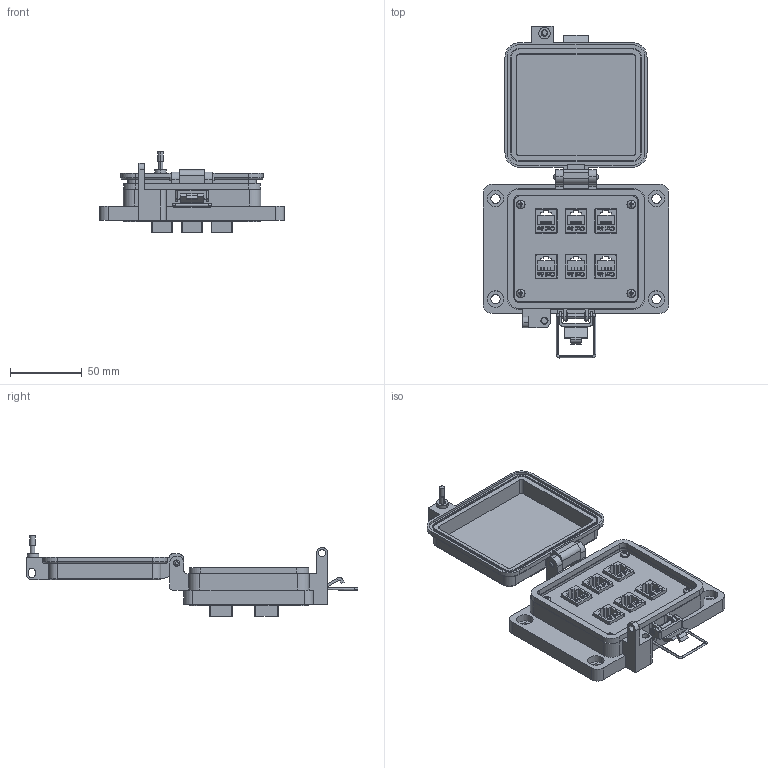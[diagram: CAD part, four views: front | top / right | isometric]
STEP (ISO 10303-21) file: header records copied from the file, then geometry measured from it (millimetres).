
FILE_DESCRIPTION (( 'STEP AP203' ), '1' );
FILE_NAME ('P-R2#6-K3RX_3D.STEP', '2021-02-08T18:55:28', ( '' ), ( '' ), 'SwSTEP 2.0', 'SolidWorks 2019', '' );
FILE_SCHEMA (( 'CONFIG_CONTROL_DESIGN' ));
Length unit declared in the file: millimetre
Products named in the file (15): P-R2#6-K3RX_TP060_1; Z-000-4243316TFP; Z-300-RJ45CAT5; R2; P-R2#6-K3RX_BP180_1; -K3; Z-H-K3_B; 92005A124_METRIC PAN HEAD PHILLIPS MACHINE SCREW_92005A124; P-R2#6-K3RX_FP060_1; P-R2#6-K3RX_3D
Assembly tree (31 placements, depth 3):
  P-R2#6-K3RX_3D
    P-R2#6-K3RX_BP180_1
    P-R2#6-K3RX_TP060_1
    Z-000-4243316TFP  x10
    P-R2#6-K3RX_FP060_1
    R2
      Z-300-RJ45CAT5
    R2
      Z-300-RJ45CAT5
    R2
      Z-300-RJ45CAT5
    R2
      Z-300-RJ45CAT5
    R2
      Z-300-RJ45CAT5
    R2
      Z-300-RJ45CAT5
    -K3
      Z-H-K3_B
    92005A124_METRIC PAN HEAD PHILLIPS MACHINE SCREW_92005A124  x4
Bounding box: 129 x 231.18 x 56.1 mm (x, y, z)
Volume: 190342 mm3; surface area: 132140.9 mm2
Topology: 33 solids, 33 shells, 3884 faces, 10864 edges, 7196 vertices
Faces by surface type: plane 1805, cylinder 1065, bspline 840, cone 134, torus 32, sphere 8
Entity records: 53674 total; most frequent: CARTESIAN_POINT 18983, ORIENTED_EDGE 7486, DIRECTION 5747, EDGE_CURVE 3743, VERTEX_POINT 2479, VECTOR 2169, LINE 2169, AXIS2_PLACEMENT_3D 1789
